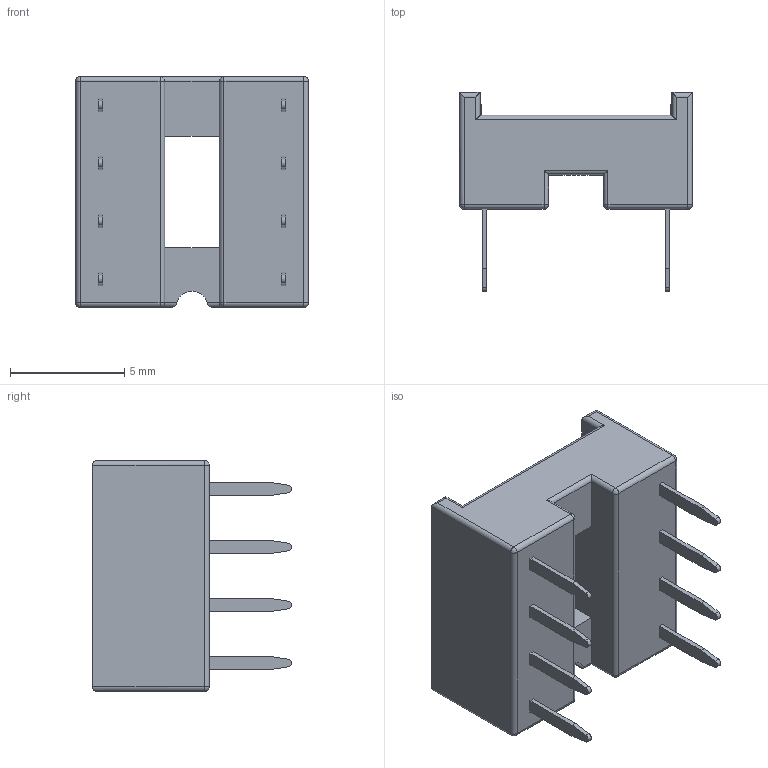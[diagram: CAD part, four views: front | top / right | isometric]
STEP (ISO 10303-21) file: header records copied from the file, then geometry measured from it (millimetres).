
FILE_DESCRIPTION (( 'STEP AP214' ), '1' );
FILE_NAME ('8 pin IC socket.STEP', '2021-03-17T02:23:21', ( '' ), ( '' ), 'SwSTEP 2.0', 'SolidWorks 2018', '' );
FILE_SCHEMA (( 'AUTOMOTIVE_DESIGN' ));
Length unit declared in the file: millimetre
Products named in the file (1): 8 pin IC socket
Bounding box: 10.2 x 8.7 x 10.1 mm (x, y, z)
Volume: 293.7 mm3; surface area: 836.2 mm2
Topology: 9 solids, 9 shells, 344 faces, 788 edges, 464 vertices
Faces by surface type: plane 245, cylinder 74, bspline 17, sphere 8
Entity records: 11584 total; most frequent: CARTESIAN_POINT 2710, ORIENTED_EDGE 1560, DIRECTION 1486, EDGE_CURVE 780, LINE 614, VECTOR 614, VERTEX_POINT 464, AXIS2_PLACEMENT_3D 436
